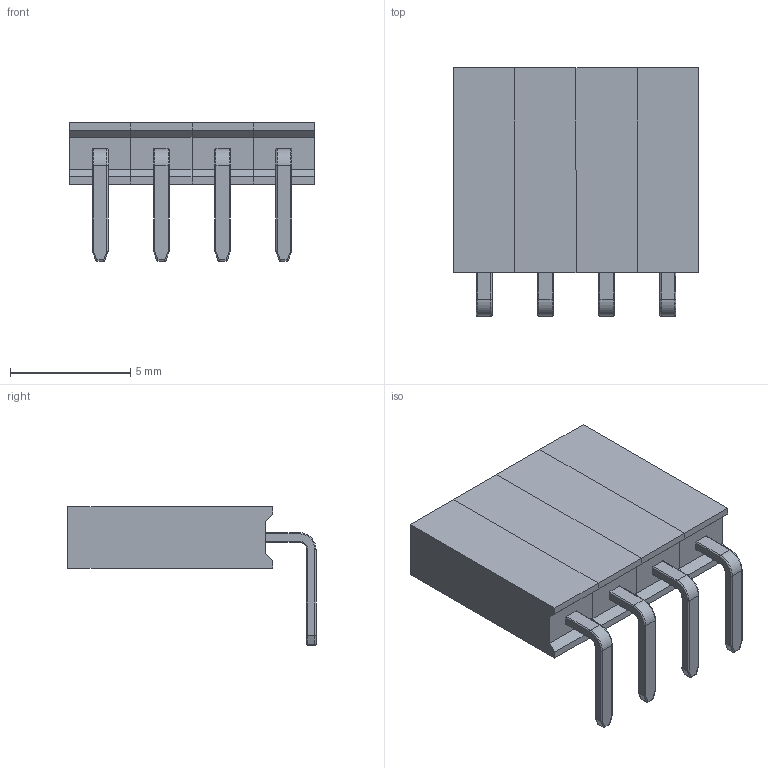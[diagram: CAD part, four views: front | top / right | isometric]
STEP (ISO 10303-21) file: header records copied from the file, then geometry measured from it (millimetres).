
FILE_DESCRIPTION(/* description */ (''),/* implementation_level */ '2;1');
FILE_NAME(/* name */ 'Female Pin Header 01x04 Right Angle.stp',/* time_stamp */ '2019-11-26T16:12:42+01:00',/* author */ ('Bernd das Brot'),/* organization */ (''),/* preprocessor_version */ 'ST-DEVELOPER v18',/* originating_system */ 'Autodesk Inventor 2020',/* authorisation */ '');
FILE_SCHEMA (('AUTOMOTIVE_DESIGN { 1 0 10303 214 3 1 1 }'));
Length unit declared in the file: millimetre
Products named in the file (2): Female Pin Header 01x04 Right Angle; Female Pin Header 1x Right Angle
Assembly tree (4 placements, depth 2):
  Female Pin Header 01x04 Right Angle
    Female Pin Header 1x Right Angle  x4
Bounding box: 10.16 x 10.3 x 5.74 mm (x, y, z)
Volume: 116.9 mm3; surface area: 767.1 mm2
Topology: 4 solids, 4 shells, 648 faces, 1496 edges, 848 vertices
Faces by surface type: cylinder 292, plane 188, sphere 80, torus 72, bspline 16
Entity records: 4869 total; most frequent: CARTESIAN_POINT 870, DIRECTION 862, ORIENTED_EDGE 740, EDGE_CURVE 370, AXIS2_PLACEMENT_3D 332, VERTEX_POINT 212, LINE 198, VECTOR 198
